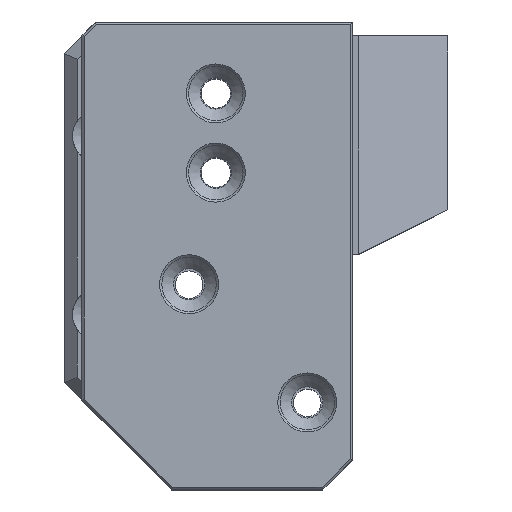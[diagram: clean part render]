
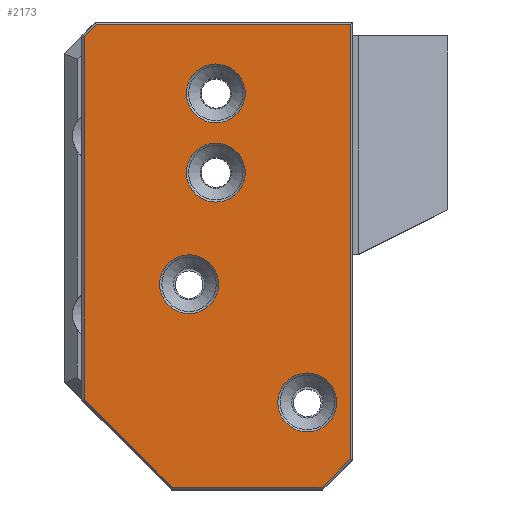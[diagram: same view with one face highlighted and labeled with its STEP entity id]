
A CAD part, top view. The second image highlights one B-rep face of the part: STEP entity #2173.
In plain terms, the highlighted planar face has unit normal (0, 0, 1).
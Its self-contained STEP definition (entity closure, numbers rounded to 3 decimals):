
#69=FACE_BOUND('',#363,.T.);
#70=FACE_BOUND('',#364,.T.);
#71=FACE_BOUND('',#365,.T.);
#72=FACE_BOUND('',#366,.T.);
#121=PLANE('',#2361);
#222=FACE_OUTER_BOUND('',#362,.T.);
#362=EDGE_LOOP('',(#1765,#1766,#1767,#1768,#1769,#1770,#1771));
#363=EDGE_LOOP('',(#1772));
#364=EDGE_LOOP('',(#1773));
#365=EDGE_LOOP('',(#1774));
#366=EDGE_LOOP('',(#1775));
#523=LINE('',#3377,#743);
#529=LINE('',#3390,#749);
#531=LINE('',#3395,#751);
#535=LINE('',#3403,#755);
#539=LINE('',#3409,#759);
#540=LINE('',#3411,#760);
#543=LINE('',#3415,#763);
#743=VECTOR('',#2746,10.);
#749=VECTOR('',#2754,10.);
#751=VECTOR('',#2758,10.);
#755=VECTOR('',#2764,10.);
#759=VECTOR('',#2770,10.);
#760=VECTOR('',#2773,10.);
#763=VECTOR('',#2778,10.);
#928=CIRCLE('',#2362,3.3);
#929=CIRCLE('',#2363,3.3);
#930=CIRCLE('',#2364,3.3);
#931=CIRCLE('',#2365,3.3);
#1043=VERTEX_POINT('',#3375);
#1044=VERTEX_POINT('',#3376);
#1049=VERTEX_POINT('',#3387);
#1050=VERTEX_POINT('',#3389);
#1051=VERTEX_POINT('',#3393);
#1052=VERTEX_POINT('',#3394);
#1055=VERTEX_POINT('',#3402);
#1064=VERTEX_POINT('',#3439);
#1065=VERTEX_POINT('',#3441);
#1066=VERTEX_POINT('',#3443);
#1067=VERTEX_POINT('',#3445);
#1284=EDGE_CURVE('',#1043,#1044,#523,.T.);
#1290=EDGE_CURVE('',#1049,#1050,#529,.T.);
#1292=EDGE_CURVE('',#1051,#1052,#531,.T.);
#1296=EDGE_CURVE('',#1052,#1055,#535,.T.);
#1300=EDGE_CURVE('',#1055,#1049,#539,.T.);
#1301=EDGE_CURVE('',#1044,#1051,#540,.T.);
#1304=EDGE_CURVE('',#1050,#1043,#543,.T.);
#1316=EDGE_CURVE('',#1064,#1064,#928,.T.);
#1317=EDGE_CURVE('',#1065,#1065,#929,.T.);
#1318=EDGE_CURVE('',#1066,#1066,#930,.T.);
#1319=EDGE_CURVE('',#1067,#1067,#931,.T.);
#1765=ORIENTED_EDGE('',*,*,#1292,.F.);
#1766=ORIENTED_EDGE('',*,*,#1301,.F.);
#1767=ORIENTED_EDGE('',*,*,#1284,.F.);
#1768=ORIENTED_EDGE('',*,*,#1304,.F.);
#1769=ORIENTED_EDGE('',*,*,#1290,.F.);
#1770=ORIENTED_EDGE('',*,*,#1300,.F.);
#1771=ORIENTED_EDGE('',*,*,#1296,.F.);
#1772=ORIENTED_EDGE('',*,*,#1316,.F.);
#1773=ORIENTED_EDGE('',*,*,#1317,.F.);
#1774=ORIENTED_EDGE('',*,*,#1318,.F.);
#1775=ORIENTED_EDGE('',*,*,#1319,.F.);
#2173=ADVANCED_FACE('',(#222,#69,#70,#71,#72),#121,.T.);
#2361=AXIS2_PLACEMENT_3D('',#3438,#2798,#2799);
#2362=AXIS2_PLACEMENT_3D('',#3440,#2800,#2801);
#2363=AXIS2_PLACEMENT_3D('',#3442,#2802,#2803);
#2364=AXIS2_PLACEMENT_3D('',#3444,#2804,#2805);
#2365=AXIS2_PLACEMENT_3D('',#3446,#2806,#2807);
#2746=DIRECTION('',(0.,1.,0.));
#2754=DIRECTION('',(-1.,0.,0.));
#2758=DIRECTION('',(1.,0.,0.));
#2764=DIRECTION('',(0.,-1.,0.));
#2770=DIRECTION('',(-0.707,-0.707,0.));
#2773=DIRECTION('',(0.707,0.707,0.));
#2778=DIRECTION('',(-0.707,0.707,0.));
#2798=DIRECTION('center_axis',(0.,0.,1.));
#2799=DIRECTION('ref_axis',(0.,-1.,0.));
#2800=DIRECTION('center_axis',(0.,0.,1.));
#2801=DIRECTION('ref_axis',(-1.,0.,0.));
#2802=DIRECTION('center_axis',(0.,0.,1.));
#2803=DIRECTION('ref_axis',(1.,0.,0.));
#2804=DIRECTION('center_axis',(0.,0.,1.));
#2805=DIRECTION('ref_axis',(-1.,0.,0.));
#2806=DIRECTION('center_axis',(0.,0.,1.));
#2807=DIRECTION('ref_axis',(1.,0.,0.));
#3375=CARTESIAN_POINT('',(-206.75,-6.896,507.7));
#3376=CARTESIAN_POINT('',(-206.75,33.759,507.7));
#3377=CARTESIAN_POINT('',(-206.75,25.,507.7));
#3387=CARTESIAN_POINT('',(-180.104,-16.75,507.7));
#3389=CARTESIAN_POINT('',(-196.896,-16.75,507.7));
#3390=CARTESIAN_POINT('',(-200.,-16.75,507.7));
#3393=CARTESIAN_POINT('',(-205.396,35.112,507.7));
#3394=CARTESIAN_POINT('',(-176.937,35.112,507.7));
#3395=CARTESIAN_POINT('',(-180.,35.112,507.7));
#3402=CARTESIAN_POINT('',(-176.937,-13.584,507.7));
#3403=CARTESIAN_POINT('',(-176.937,22.556,507.7));
#3409=CARTESIAN_POINT('',(-174.677,-11.323,507.7));
#3411=CARTESIAN_POINT('',(-208.164,32.345,507.7));
#3415=CARTESIAN_POINT('',(-204.323,-9.323,507.7));
#3438=CARTESIAN_POINT('Origin',(-190.,10.,507.7));
#3439=CARTESIAN_POINT('',(-188.7,27.362,507.7));
#3440=CARTESIAN_POINT('Origin',(-192.,27.362,507.7));
#3441=CARTESIAN_POINT('',(-198.3,5.982,507.7));
#3442=CARTESIAN_POINT('Origin',(-195.,5.982,507.7));
#3443=CARTESIAN_POINT('',(-188.7,18.482,507.7));
#3444=CARTESIAN_POINT('Origin',(-192.,18.482,507.7));
#3445=CARTESIAN_POINT('',(-185.06,-7.258,507.7));
#3446=CARTESIAN_POINT('Origin',(-181.76,-7.258,507.7));
